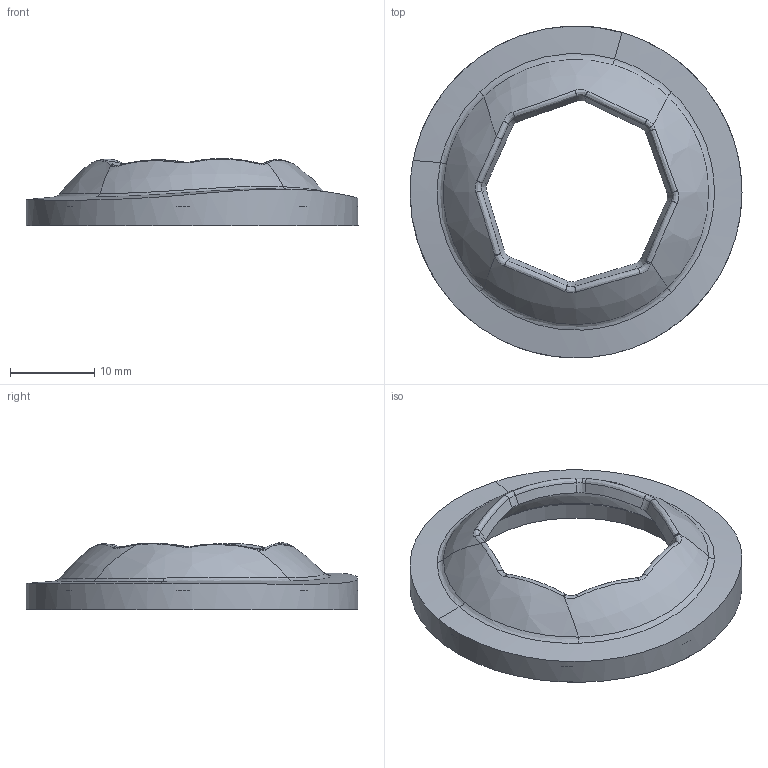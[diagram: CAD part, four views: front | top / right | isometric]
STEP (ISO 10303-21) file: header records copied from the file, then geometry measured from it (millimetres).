
FILE_DESCRIPTION(/* description */ (''),/* implementation_level */ '2;1');
FILE_NAME(/* name */ 'gate_0-6mm.step',/* time_stamp */ '2023-03-27T10:20:58-04:00',/* author */ (''),/* organization */ (''),/* preprocessor_version */ 'ST-DEVELOPER v19.2',/* originating_system */ 'Autodesk Translation Framework v11.17.0.187',/* authorisation */ '');
FILE_SCHEMA (('AUTOMOTIVE_DESIGN { 1 0 10303 214 3 1 1 }'));
Length unit declared in the file: millimetre
Products named in the file (1): notches
Bounding box: 39.4 x 39.39 x 7.95 mm (x, y, z)
Volume: 2623.3 mm3; surface area: 2986 mm2
Topology: 1 solids, 1 shells, 71 faces, 160 edges, 98 vertices
Faces by surface type: bspline 50, cylinder 9, plane 9, cone 2, torus 1
Full cylindrical faces by diameter (mm): 5.3 x8, 39.4 x1
Entity records: 8112 total; most frequent: CARTESIAN_POINT 6663, ORIENTED_EDGE 320, DIRECTION 187, EDGE_CURVE 160, VERTEX_POINT 98, AXIS2_PLACEMENT_3D 88, EDGE_LOOP 80, B_SPLINE_CURVE_WITH_KNOTS 72
